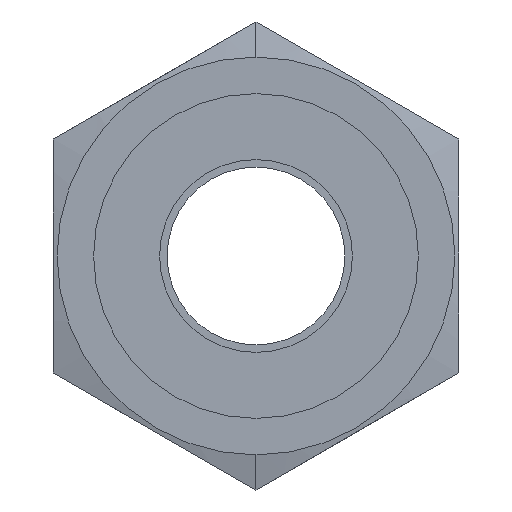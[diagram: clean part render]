
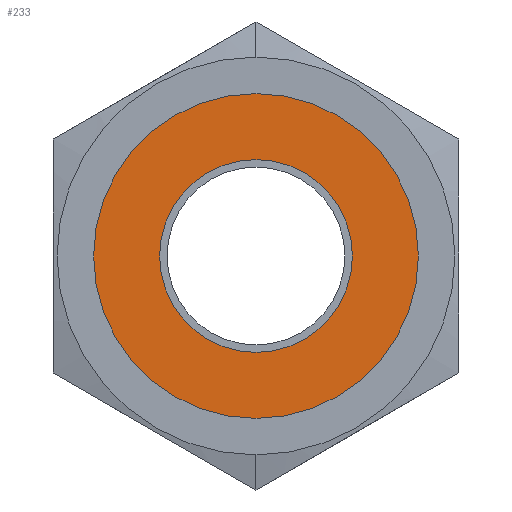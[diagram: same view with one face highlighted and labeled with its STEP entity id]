
A CAD part, front view. The second image highlights one B-rep face of the part: STEP entity #233.
In plain terms, the highlighted planar face has unit normal (0, -1, 0).
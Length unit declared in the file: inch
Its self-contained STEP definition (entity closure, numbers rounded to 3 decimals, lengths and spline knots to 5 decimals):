
#96 = AXIS2_PLACEMENT_3D ( 'NONE', #516, #517, #518 ) ;
#118 = AXIS2_PLACEMENT_3D ( 'NONE', #696, #697, #698 ) ;
#122 = AXIS2_PLACEMENT_3D ( 'NONE', #714, #715, #716 ) ;
#161 = AXIS2_PLACEMENT_3D ( 'NONE', #899, #900, #901 ) ;
#162 = AXIS2_PLACEMENT_3D ( 'NONE', #905, #906, #907 ) ;
#233 = ADVANCED_FACE ( 'NONE', ( #1381, #1378 ), #508, .T. ) ;
#508 = PLANE ( 'NONE',  #96 ) ;
#516 = CARTESIAN_POINT ( 'NONE',  ( 0., 0.005, 0. ) ) ;
#517 = DIRECTION ( 'NONE',  ( 0., -1., 0. ) ) ;
#518 = DIRECTION ( 'NONE',  ( 0., 0., -1. ) ) ;
#640 = CARTESIAN_POINT ( 'NONE',  ( 0., 0.005, 0.103 ) ) ;
#641 = CARTESIAN_POINT ( 'NONE',  ( 0., 0.005, -0.103 ) ) ;
#642 = CARTESIAN_POINT ( 'NONE',  ( 0., 0.005, -0.1735 ) ) ;
#643 = CARTESIAN_POINT ( 'NONE',  ( 0., 0.005, 0.1735 ) ) ;
#696 = CARTESIAN_POINT ( 'NONE',  ( 0., 0.005, 0. ) ) ;
#697 = DIRECTION ( 'NONE',  ( 0., -1., 0. ) ) ;
#698 = DIRECTION ( 'NONE',  ( 0., 0., -1. ) ) ;
#714 = CARTESIAN_POINT ( 'NONE',  ( 0., 0.005, 0. ) ) ;
#715 = DIRECTION ( 'NONE',  ( 0., -1., 0. ) ) ;
#716 = DIRECTION ( 'NONE',  ( 0., 0., -1. ) ) ;
#899 = CARTESIAN_POINT ( 'NONE',  ( 0., 0.005, 0. ) ) ;
#900 = DIRECTION ( 'NONE',  ( 0., -1., 0. ) ) ;
#901 = DIRECTION ( 'NONE',  ( 0., 0., -1. ) ) ;
#905 = CARTESIAN_POINT ( 'NONE',  ( 0., 0.005, 0. ) ) ;
#906 = DIRECTION ( 'NONE',  ( 0., -1., 0. ) ) ;
#907 = DIRECTION ( 'NONE',  ( 0., 0., -1. ) ) ;
#1052 = CIRCLE ( 'NONE', #118, 0.1735 ) ;
#1059 = CIRCLE ( 'NONE', #122, 0.103 ) ;
#1120 = CIRCLE ( 'NONE', #162, 0.103 ) ;
#1126 = CIRCLE ( 'NONE', #161, 0.1735 ) ;
#1223 = ORIENTED_EDGE ( 'NONE', *, *, #1750, .T. ) ;
#1296 = ORIENTED_EDGE ( 'NONE', *, *, #1752, .F. ) ;
#1298 = ORIENTED_EDGE ( 'NONE', *, *, #1688, .F. ) ;
#1301 = ORIENTED_EDGE ( 'NONE', *, *, #1683, .T. ) ;
#1378 = FACE_BOUND ( 'NONE', #1526, .T. ) ;
#1381 = FACE_OUTER_BOUND ( 'NONE', #1521, .T. ) ;
#1521 = EDGE_LOOP ( 'NONE', ( #1301, #1223 ) ) ;
#1526 = EDGE_LOOP ( 'NONE', ( #1298, #1296 ) ) ;
#1605 = VERTEX_POINT ( 'NONE', #640 ) ;
#1606 = VERTEX_POINT ( 'NONE', #641 ) ;
#1607 = VERTEX_POINT ( 'NONE', #642 ) ;
#1608 = VERTEX_POINT ( 'NONE', #643 ) ;
#1683 = EDGE_CURVE ( 'NONE', #1607, #1608, #1052, .T. ) ;
#1688 = EDGE_CURVE ( 'NONE', #1605, #1606, #1059, .T. ) ;
#1750 = EDGE_CURVE ( 'NONE', #1608, #1607, #1126, .T. ) ;
#1752 = EDGE_CURVE ( 'NONE', #1606, #1605, #1120, .T. ) ;
